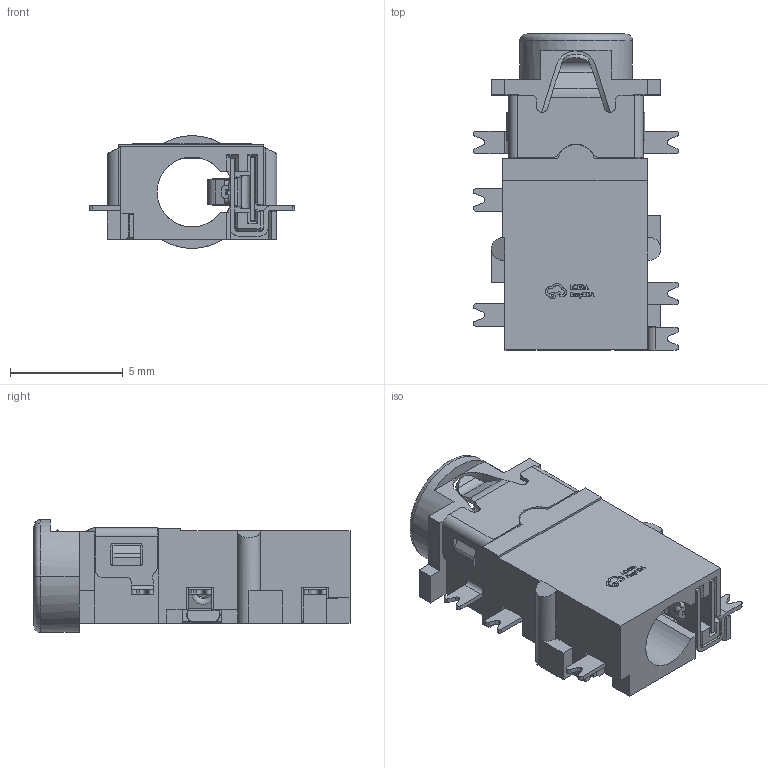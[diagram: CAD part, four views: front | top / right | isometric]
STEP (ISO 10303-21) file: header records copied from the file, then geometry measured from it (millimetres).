
FILE_DESCRIPTION (( 'STEP AP214' ), '1' );
FILE_NAME ('AUDIO-SMD_PJ-342C-1.STEP', '2024-05-28T02:10:11', ( '' ), ( '' ), 'SwSTEP 2.0', 'SolidWorks 2020', '' );
FILE_SCHEMA (( 'AUTOMOTIVE_DESIGN' ));
Length unit declared in the file: millimetre
Products named in the file (1): AUDIO-SMD_PJ-342C-1
Bounding box: 9.11 x 14 x 5 mm (x, y, z)
Volume: 190.8 mm3; surface area: 778.3 mm2
Topology: 1 solids, 1 shells, 841 faces, 2377 edges, 1546 vertices
Faces by surface type: plane 526, cylinder 174, bspline 120, torus 14, cone 7
Entity records: 37893 total; most frequent: CARTESIAN_POINT 7443, ORIENTED_EDGE 4754, DIRECTION 3891, EDGE_CURVE 2377, LINE 1693, VECTOR 1693, VERTEX_POINT 1546, AXIS2_PLACEMENT_3D 1099
